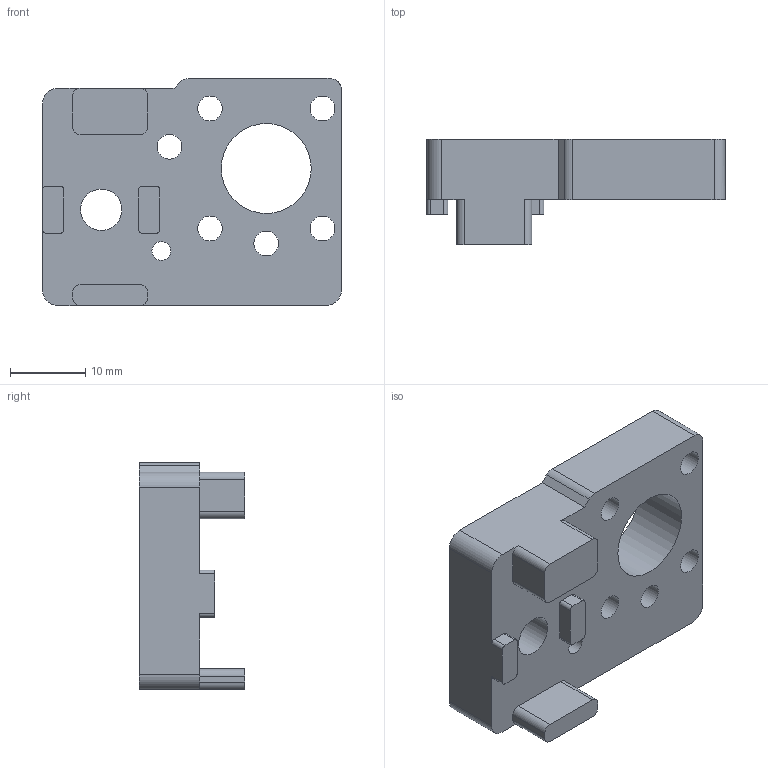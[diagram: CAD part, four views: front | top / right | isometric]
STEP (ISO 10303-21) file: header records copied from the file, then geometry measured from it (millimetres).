
FILE_DESCRIPTION(('FreeCAD Model'),'2;1');
FILE_NAME('Open CASCADE Shape Model','2025-10-20T07:58:03',(''),(''), 'Open CASCADE STEP processor 7.8','FreeCAD','Unknown');
FILE_SCHEMA(('AUTOMOTIVE_DESIGN { 1 0 10303 214 1 1 1 1 }'));
Length unit declared in the file: millimetre
Products named in the file (1): TT_X_×ó(镜像):1
Bounding box: 39.8 x 14 x 30.27 mm (x, y, z)
Volume: 8258.7 mm3; surface area: 4397.6 mm2
Topology: 1 solids, 1 shells, 60 faces, 185 edges, 126 vertices
Faces by surface type: cylinder 30, plane 25, cone 5
Full cylindrical faces by diameter (mm): 2.5 x1, 3.3 x6, 5.5 x1, 12 x1
Entity records: 2170 total; most frequent: DIRECTION 384, CARTESIAN_POINT 379, ORIENTED_EDGE 370, EDGE_CURVE 185, AXIS2_PLACEMENT_3D 141, VERTEX_POINT 126, LINE 102, VECTOR 102
